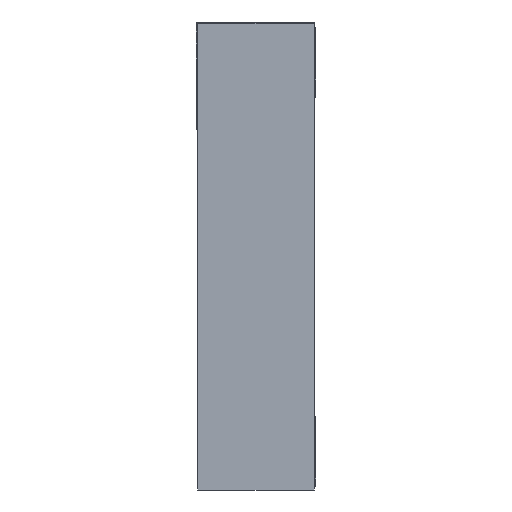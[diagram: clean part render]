
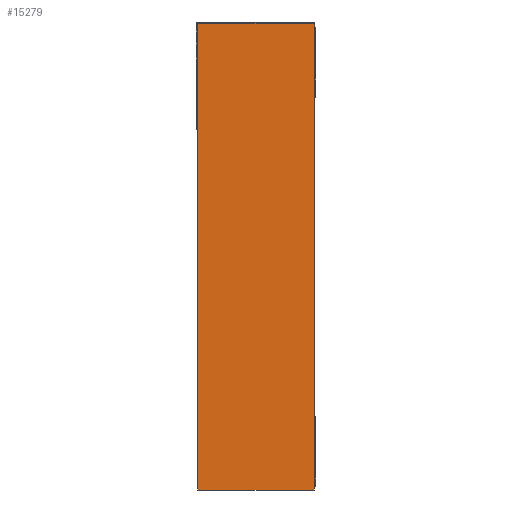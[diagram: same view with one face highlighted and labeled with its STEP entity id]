
A CAD part, left-side view. The second image highlights one B-rep face of the part: STEP entity #15279.
In plain terms, the highlighted planar face has unit normal (-1, 0, 0).
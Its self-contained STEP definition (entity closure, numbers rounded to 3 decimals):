
#679 = VERTEX_POINT ( 'NONE', #3420 ) ;
#824 = ORIENTED_EDGE ( 'NONE', *, *, #11779, .F. ) ;
#1104 = VECTOR ( 'NONE', #11079, 1000. ) ;
#1258 = EDGE_CURVE ( 'NONE', #10110, #679, #8639, .T. ) ;
#2048 = CARTESIAN_POINT ( 'NONE',  ( -6., 0., 6. ) ) ;
#2583 = CARTESIAN_POINT ( 'NONE',  ( -6., 3., 6. ) ) ;
#3420 = CARTESIAN_POINT ( 'NONE',  ( -6., 0., -6. ) ) ;
#3876 = VECTOR ( 'NONE', #11978, 1000. ) ;
#4447 = PLANE ( 'NONE',  #13694 ) ;
#4512 = VECTOR ( 'NONE', #6939, 1000. ) ;
#5391 = CARTESIAN_POINT ( 'NONE',  ( -6., 3., 6. ) ) ;
#5442 = DIRECTION ( 'NONE',  ( -1., 0., 0. ) ) ;
#6018 = LINE ( 'NONE', #6085, #9029 ) ;
#6085 = CARTESIAN_POINT ( 'NONE',  ( -6., 3., 6. ) ) ;
#6220 = EDGE_LOOP ( 'NONE', ( #824, #8247, #8696, #13836 ) ) ;
#6834 = DIRECTION ( 'NONE',  ( 0., 0., 1. ) ) ;
#6864 = LINE ( 'NONE', #2583, #4512 ) ;
#6939 = DIRECTION ( 'NONE',  ( 0., -1., 0. ) ) ;
#7939 = FACE_OUTER_BOUND ( 'NONE', #6220, .T. ) ;
#8247 = ORIENTED_EDGE ( 'NONE', *, *, #15173, .F. ) ;
#8639 = LINE ( 'NONE', #12228, #1104 ) ;
#8696 = ORIENTED_EDGE ( 'NONE', *, *, #9162, .T. ) ;
#9029 = VECTOR ( 'NONE', #9775, 1000. ) ;
#9162 = EDGE_CURVE ( 'NONE', #13132, #10110, #6018, .T. ) ;
#9775 = DIRECTION ( 'NONE',  ( 0., 0., -1. ) ) ;
#9883 = LINE ( 'NONE', #12053, #3876 ) ;
#10110 = VERTEX_POINT ( 'NONE', #12898 ) ;
#11079 = DIRECTION ( 'NONE',  ( 0., -1., 0. ) ) ;
#11779 = EDGE_CURVE ( 'NONE', #12768, #679, #9883, .T. ) ;
#11978 = DIRECTION ( 'NONE',  ( 0., 0., -1. ) ) ;
#12053 = CARTESIAN_POINT ( 'NONE',  ( -6., 0., 6. ) ) ;
#12228 = CARTESIAN_POINT ( 'NONE',  ( -6., 3., -6. ) ) ;
#12768 = VERTEX_POINT ( 'NONE', #2048 ) ;
#12898 = CARTESIAN_POINT ( 'NONE',  ( -6., 3., -6. ) ) ;
#13132 = VERTEX_POINT ( 'NONE', #5391 ) ;
#13694 = AXIS2_PLACEMENT_3D ( 'NONE', #13715, #5442, #6834 ) ;
#13715 = CARTESIAN_POINT ( 'NONE',  ( -6., 3., 6. ) ) ;
#13836 = ORIENTED_EDGE ( 'NONE', *, *, #1258, .T. ) ;
#15173 = EDGE_CURVE ( 'NONE', #13132, #12768, #6864, .T. ) ;
#15279 = ADVANCED_FACE ( 'NONE', ( #7939 ), #4447, .T. ) ;
